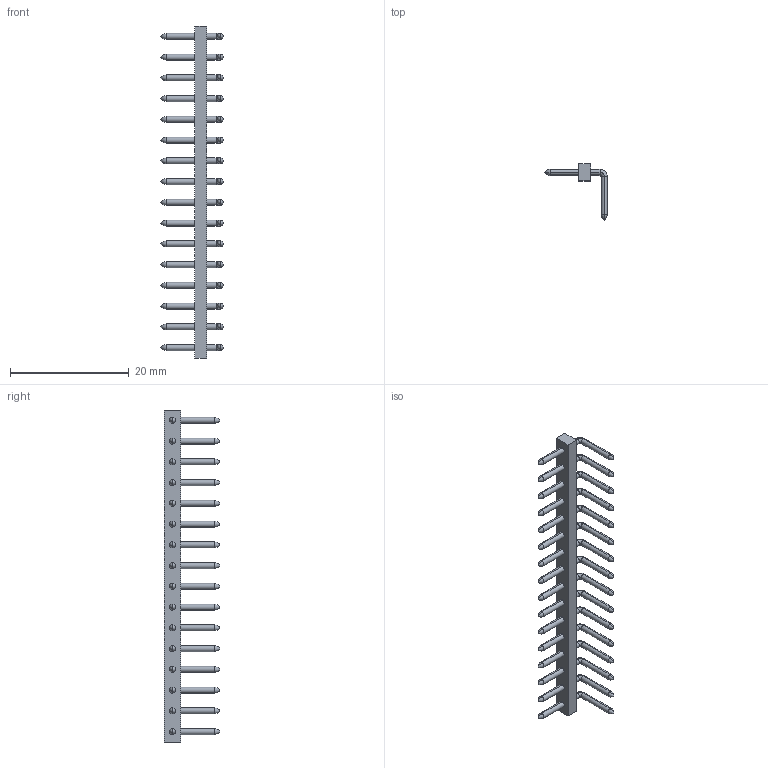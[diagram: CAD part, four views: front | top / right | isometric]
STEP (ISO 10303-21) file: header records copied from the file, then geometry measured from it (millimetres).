
FILE_DESCRIPTION(('STEP AP242'),'1');
FILE_NAME('1737158.stp','2023-06-23T18:43:07',('TraceParts'),('TraceParts S.A.'),'Spatial InterOp 3D',' ',' ');
FILE_SCHEMA(('AP242_MANAGED_MODEL_BASED_3D_ENGINEERING_MIM_LF {1 0 10303 442 1 1 4}'));
Length unit declared in the file: millimetre
Products named in the file (1): 1737158
Bounding box: 10.5 x 9.4 x 56 mm (x, y, z)
Volume: 500.3 mm3; surface area: 1289.4 mm2
Topology: 1 solids, 1 shells, 230 faces, 578 edges, 318 vertices
Faces by surface type: torus 128, cylinder 96, plane 6
Entity records: 8416 total; most frequent: DIRECTION 1382, CARTESIAN_POINT 1063, ORIENTED_EDGE 1028, AXIS2_PLACEMENT_3D 637, EDGE_CURVE 514, CIRCLE 406, VERTEX_POINT 318, EDGE_LOOP 262
